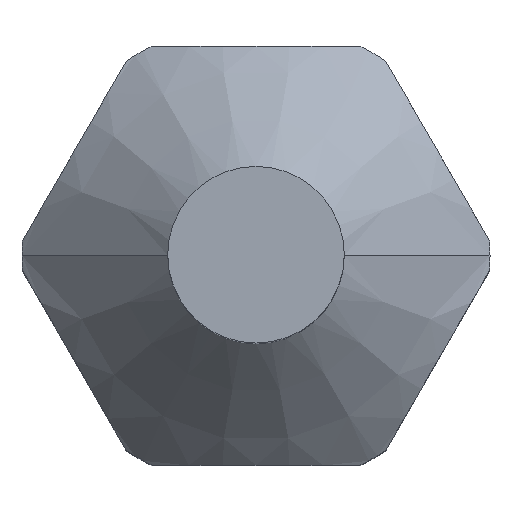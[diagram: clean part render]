
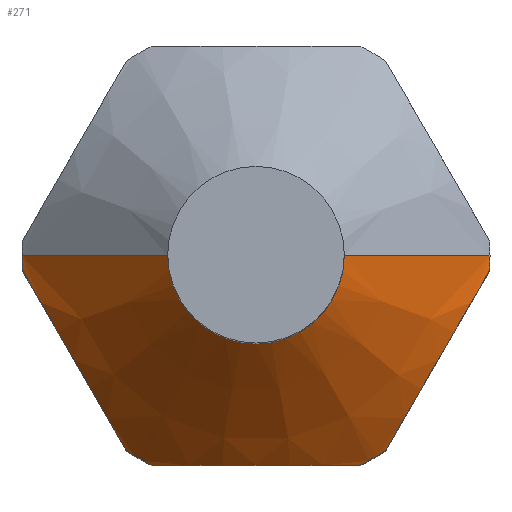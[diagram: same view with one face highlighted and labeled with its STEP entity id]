
A CAD part, top view. The second image highlights one B-rep face of the part: STEP entity #271.
In plain terms, the highlighted conical face has half-angle 45 degrees and reference radius 7.3 mm.
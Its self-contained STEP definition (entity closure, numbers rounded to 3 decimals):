
#215=EDGE_CURVE('',#347,#453,#602,.T.);
#271=ADVANCED_FACE('',(#662),#663,.T.);
#335=EDGE_CURVE('',#529,#453,#732,.T.);
#341=EDGE_CURVE('',#413,#447,#738,.T.);
#345=EDGE_CURVE('',#529,#357,#742,.T.);
#347=VERTEX_POINT('',#744);
#355=EDGE_CURVE('',#463,#483,#752,.T.);
#357=VERTEX_POINT('',#754);
#383=EDGE_CURVE('',#491,#443,#782,.T.);
#405=EDGE_CURVE('',#413,#347,#806,.T.);
#413=VERTEX_POINT('',#816);
#423=EDGE_CURVE('',#357,#443,#829,.T.);
#441=EDGE_CURVE('',#463,#447,#848,.T.);
#443=VERTEX_POINT('',#850);
#447=VERTEX_POINT('',#854);
#453=VERTEX_POINT('',#862);
#463=VERTEX_POINT('',#873);
#471=EDGE_CURVE('',#491,#483,#881,.T.);
#483=VERTEX_POINT('',#893);
#491=VERTEX_POINT('',#901);
#529=VERTEX_POINT('',#946);
#602=LINE('',#1014,#1015);
#662=FACE_OUTER_BOUND('',#1135,.T.);
#663=CONICAL_SURFACE('',#1136,7.3,0.785);
#732=CIRCLE('',#1250,4.0);
#738=(B_SPLINE_CURVE(2,(#1261,#1262,#1263),.UNSPECIFIED.,.F.,.F.)B_SPLINE_CURVE_WITH_KNOTS((3,3),(0.0,9.658),.UNSPECIFIED.)RATIONAL_B_SPLINE_CURVE((1.0,1.116,1.0))BOUNDED_CURVE()REPRESENTATION_ITEM('')GEOMETRIC_REPRESENTATION_ITEM()CURVE());
#742=LINE('',#1276,#1277);
#744=CARTESIAN_POINT('',(10.6,0.,13.4));
#752=(B_SPLINE_CURVE(2,(#1291,#1292,#1293),.UNSPECIFIED.,.F.,.F.)B_SPLINE_CURVE_WITH_KNOTS((3,3),(0.0,9.658),.UNSPECIFIED.)RATIONAL_B_SPLINE_CURVE((1.0,1.116,1.0))BOUNDED_CURVE()REPRESENTATION_ITEM('')GEOMETRIC_REPRESENTATION_ITEM()CURVE());
#754=CARTESIAN_POINT('',(-10.6,0.,13.4));
#782=(B_SPLINE_CURVE(2,(#1341,#1342,#1343),.UNSPECIFIED.,.F.,.F.)B_SPLINE_CURVE_WITH_KNOTS((3,3),(0.0,9.658),.UNSPECIFIED.)RATIONAL_B_SPLINE_CURVE((1.0,1.116,1.0))BOUNDED_CURVE()REPRESENTATION_ITEM('')GEOMETRIC_REPRESENTATION_ITEM()CURVE());
#806=CIRCLE('',#1400,10.6);
#816=CARTESIAN_POINT('',(10.578,-0.678,13.4));
#829=CIRCLE('',#1434,10.6);
#848=CIRCLE('',#1461,10.6);
#850=CARTESIAN_POINT('',(-10.578,-0.678,13.4));
#854=CARTESIAN_POINT('',(5.876,-8.822,13.4));
#862=CARTESIAN_POINT('',(4.0,0.,20.0));
#873=CARTESIAN_POINT('',(4.702,-9.5,13.4));
#881=CIRCLE('',#1506,10.6);
#893=CARTESIAN_POINT('',(-4.702,-9.5,13.4));
#901=CARTESIAN_POINT('',(-5.876,-8.822,13.4));
#946=CARTESIAN_POINT('',(-4.0,0.,20.0));
#1014=CARTESIAN_POINT('',(7.3,0.,16.7));
#1015=VECTOR('',#1721,1.0);
#1135=EDGE_LOOP('',(#1793,#1794,#1795,#1796,#1797,#1798,#1799,#1800,#1801,#1802));
#1136=AXIS2_PLACEMENT_3D('',#1803,#1804,#1805);
#1250=AXIS2_PLACEMENT_3D('',#1870,#1871,#1872);
#1261=CARTESIAN_POINT('',(10.578,-0.678,13.4));
#1262=CARTESIAN_POINT('',(8.227,-4.75,15.486));
#1263=CARTESIAN_POINT('',(5.876,-8.822,13.4));
#1276=CARTESIAN_POINT('',(-7.3,0.,16.7));
#1277=VECTOR('',#1878,1.0);
#1291=CARTESIAN_POINT('',(4.702,-9.5,13.4));
#1292=CARTESIAN_POINT('',(0.,-9.5,15.486));
#1293=CARTESIAN_POINT('',(-4.702,-9.5,13.4));
#1341=CARTESIAN_POINT('',(-5.876,-8.822,13.4));
#1342=CARTESIAN_POINT('',(-8.227,-4.75,15.486));
#1343=CARTESIAN_POINT('',(-10.578,-0.678,13.4));
#1400=AXIS2_PLACEMENT_3D('',#1928,#1929,#1930);
#1434=AXIS2_PLACEMENT_3D('',#1975,#1976,#1977);
#1461=AXIS2_PLACEMENT_3D('',#1997,#1998,#1999);
#1506=AXIS2_PLACEMENT_3D('',#2032,#2033,#2034);
#1721=DIRECTION('',(-0.707,0.,0.707));
#1793=ORIENTED_EDGE('',*,*,#345,.T.);
#1794=ORIENTED_EDGE('',*,*,#423,.T.);
#1795=ORIENTED_EDGE('',*,*,#383,.F.);
#1796=ORIENTED_EDGE('',*,*,#471,.T.);
#1797=ORIENTED_EDGE('',*,*,#355,.F.);
#1798=ORIENTED_EDGE('',*,*,#441,.T.);
#1799=ORIENTED_EDGE('',*,*,#341,.F.);
#1800=ORIENTED_EDGE('',*,*,#405,.T.);
#1801=ORIENTED_EDGE('',*,*,#215,.T.);
#1802=ORIENTED_EDGE('',*,*,#335,.F.);
#1803=CARTESIAN_POINT('',(0.,0.,16.7));
#1804=DIRECTION('',(0.,0.,-1.0));
#1805=DIRECTION('',(-1.0,0.,0.));
#1870=CARTESIAN_POINT('',(0.,0.,20.0));
#1871=DIRECTION('',(0.,0.,1.0));
#1872=DIRECTION('',(-1.0,0.,0.0));
#1878=DIRECTION('',(-0.707,0.,-0.707));
#1928=CARTESIAN_POINT('',(0.,0.,13.4));
#1929=DIRECTION('',(0.,0.,1.0));
#1930=DIRECTION('',(-1.0,0.,0.));
#1975=CARTESIAN_POINT('',(0.,0.,13.4));
#1976=DIRECTION('',(0.,0.,1.0));
#1977=DIRECTION('',(-1.0,0.,0.));
#1997=CARTESIAN_POINT('',(0.,0.,13.4));
#1998=DIRECTION('',(0.,0.,1.0));
#1999=DIRECTION('',(-1.0,0.,0.));
#2032=CARTESIAN_POINT('',(0.,0.,13.4));
#2033=DIRECTION('',(0.,0.,1.0));
#2034=DIRECTION('',(-1.0,0.,0.));
